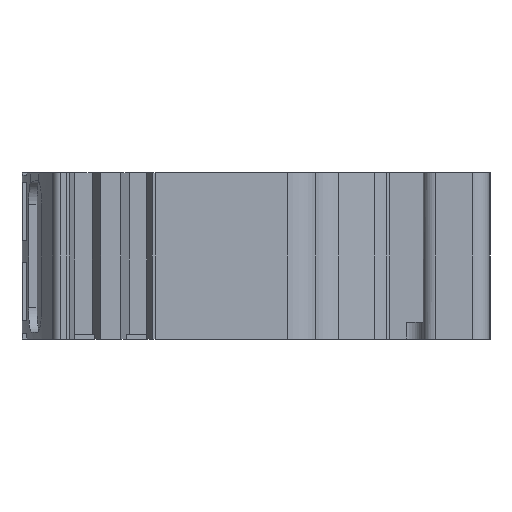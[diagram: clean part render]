
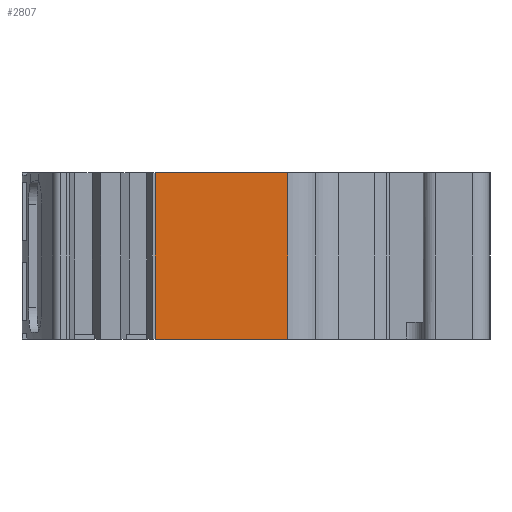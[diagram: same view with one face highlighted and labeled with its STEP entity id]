
A CAD part, left-side view. The second image highlights one B-rep face of the part: STEP entity #2807.
In plain terms, the highlighted planar face has unit normal (-1, 0, 0).
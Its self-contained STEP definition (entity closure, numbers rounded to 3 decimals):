
#191 = ORIENTED_EDGE ( 'NONE', *, *, #1914, .T. ) ;
#622 = FACE_OUTER_BOUND ( 'NONE', #4113, .T. ) ;
#803 = VECTOR ( 'NONE', #4732, 1000. ) ;
#994 = LINE ( 'NONE', #4687, #3308 ) ;
#1141 = ORIENTED_EDGE ( 'NONE', *, *, #5803, .F. ) ;
#1319 = DIRECTION ( 'NONE',  ( 1., 0., 0. ) ) ;
#1323 = DIRECTION ( 'NONE',  ( 0., 1., 0. ) ) ;
#1500 = PLANE ( 'NONE',  #3709 ) ;
#1608 = ORIENTED_EDGE ( 'NONE', *, *, #2701, .F. ) ;
#1609 = CARTESIAN_POINT ( 'NONE',  ( -16.5, 1.693, 9.95 ) ) ;
#1914 = EDGE_CURVE ( 'NONE', #4421, #3356, #2167, .T. ) ;
#2167 = LINE ( 'NONE', #2821, #803 ) ;
#2221 = VECTOR ( 'NONE', #4848, 1000. ) ;
#2305 = LINE ( 'NONE', #2787, #4828 ) ;
#2515 = ORIENTED_EDGE ( 'NONE', *, *, #5775, .T. ) ;
#2687 = DIRECTION ( 'NONE',  ( 0., -1., 0. ) ) ;
#2701 = EDGE_CURVE ( 'NONE', #5536, #2708, #2305, .T. ) ;
#2708 = VERTEX_POINT ( 'NONE', #2786 ) ;
#2786 = CARTESIAN_POINT ( 'NONE',  ( -16.497, -6.233, 9.95 ) ) ;
#2787 = CARTESIAN_POINT ( 'NONE',  ( -16.5, 1.693, 9.95 ) ) ;
#2807 = ADVANCED_FACE ( 'NONE', ( #622 ), #1500, .F. ) ;
#2821 = CARTESIAN_POINT ( 'NONE',  ( -16.5, 1.693, 0. ) ) ;
#3308 = VECTOR ( 'NONE', #4672, 1000. ) ;
#3356 = VERTEX_POINT ( 'NONE', #4023 ) ;
#3709 = AXIS2_PLACEMENT_3D ( 'NONE', #1609, #1319, #1323 ) ;
#4023 = CARTESIAN_POINT ( 'NONE',  ( -16.497, -6.233, 0. ) ) ;
#4113 = EDGE_LOOP ( 'NONE', ( #191, #1141, #1608, #2515 ) ) ;
#4421 = VERTEX_POINT ( 'NONE', #5989 ) ;
#4672 = DIRECTION ( 'NONE',  ( 0., 0., -1. ) ) ;
#4687 = CARTESIAN_POINT ( 'NONE',  ( -16.497, -6.233, 9.95 ) ) ;
#4732 = DIRECTION ( 'NONE',  ( 0., -1., 0. ) ) ;
#4754 = LINE ( 'NONE', #4960, #2221 ) ;
#4828 = VECTOR ( 'NONE', #2687, 1000. ) ;
#4848 = DIRECTION ( 'NONE',  ( 0., 0., -1. ) ) ;
#4960 = CARTESIAN_POINT ( 'NONE',  ( -16.5, 1.693, 9.95 ) ) ;
#5536 = VERTEX_POINT ( 'NONE', #5955 ) ;
#5775 = EDGE_CURVE ( 'NONE', #5536, #4421, #4754, .T. ) ;
#5803 = EDGE_CURVE ( 'NONE', #2708, #3356, #994, .T. ) ;
#5955 = CARTESIAN_POINT ( 'NONE',  ( -16.5, 1.693, 9.95 ) ) ;
#5989 = CARTESIAN_POINT ( 'NONE',  ( -16.5, 1.693, 0. ) ) ;
